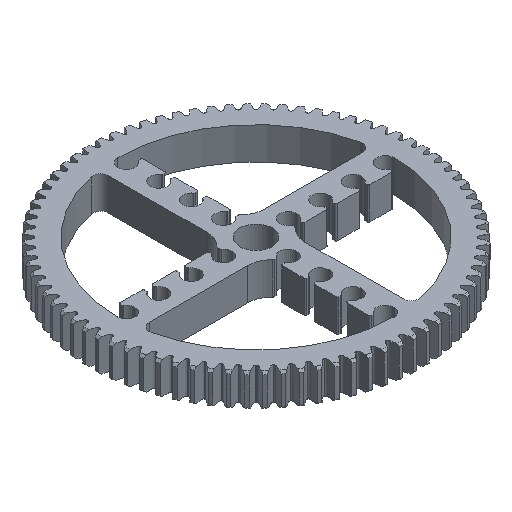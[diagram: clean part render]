
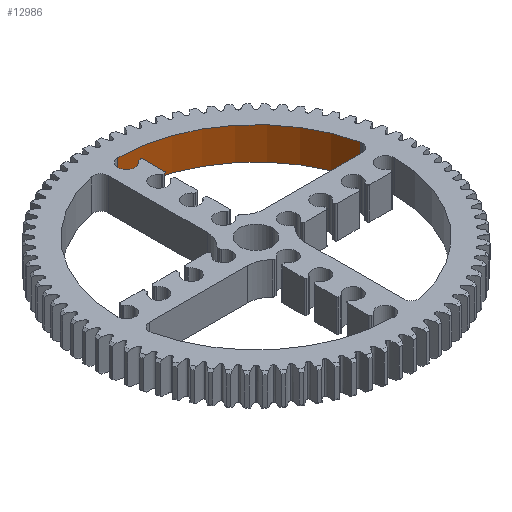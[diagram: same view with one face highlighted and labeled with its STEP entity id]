
A CAD part, isometric view. The second image highlights one B-rep face of the part: STEP entity #12986.
In plain terms, the highlighted cylindrical face has radius 34.1 mm (diameter 68.2 mm), a partial arc.
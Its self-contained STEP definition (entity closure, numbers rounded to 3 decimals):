
#444 = VERTEX_POINT ( 'NONE', #23432 ) ;
#790 = DIRECTION ( 'NONE',  ( 1., 0., 0. ) ) ;
#1716 = EDGE_CURVE ( 'NONE', #11977, #444, #20581, .T. ) ;
#3494 = AXIS2_PLACEMENT_3D ( 'NONE', #6267, #18318, #10321 ) ;
#4381 = EDGE_CURVE ( 'NONE', #8445, #444, #13626, .T. ) ;
#5947 = CIRCLE ( 'NONE', #6526, 34.1 ) ;
#6267 = CARTESIAN_POINT ( 'NONE',  ( 0., 0., 0. ) ) ;
#6526 = AXIS2_PLACEMENT_3D ( 'NONE', #24778, #12812, #790 ) ;
#7086 = ORIENTED_EDGE ( 'NONE', *, *, #22354, .T. ) ;
#7432 = DIRECTION ( 'NONE',  ( 0., 0., 1. ) ) ;
#7656 = CARTESIAN_POINT ( 'NONE',  ( 0., 34.1, 0. ) ) ;
#7686 = DIRECTION ( 'NONE',  ( 0., 0., 1. ) ) ;
#8299 = VECTOR ( 'NONE', #7432, 1000. ) ;
#8445 = VERTEX_POINT ( 'NONE', #7656 ) ;
#8457 = VECTOR ( 'NONE', #7686, 1000. ) ;
#9187 = EDGE_LOOP ( 'NONE', ( #19316, #7086, #21043, #17290 ) ) ;
#9715 = LINE ( 'NONE', #11750, #8457 ) ;
#10321 = DIRECTION ( 'NONE',  ( 1., 0., 0. ) ) ;
#10683 = DIRECTION ( 'NONE',  ( 0., 0., 1. ) ) ;
#11750 = CARTESIAN_POINT ( 'NONE',  ( 33.279, 7.436, 0. ) ) ;
#11977 = VERTEX_POINT ( 'NONE', #16184 ) ;
#12812 = DIRECTION ( 'NONE',  ( 0., 0., 1. ) ) ;
#12986 = ADVANCED_FACE ( 'NONE', ( #24451 ), #13822, .F. ) ;
#13626 = LINE ( 'NONE', #21330, #8299 ) ;
#13822 = CYLINDRICAL_SURFACE ( 'NONE', #3494, 34.1 ) ;
#13871 = EDGE_CURVE ( 'NONE', #14168, #8445, #5947, .T. ) ;
#14168 = VERTEX_POINT ( 'NONE', #25980 ) ;
#16184 = CARTESIAN_POINT ( 'NONE',  ( 33.279, 7.436, 8. ) ) ;
#16217 = AXIS2_PLACEMENT_3D ( 'NONE', #22633, #10683, #24664 ) ;
#17290 = ORIENTED_EDGE ( 'NONE', *, *, #4381, .F. ) ;
#18318 = DIRECTION ( 'NONE',  ( 0., 0., 1. ) ) ;
#19316 = ORIENTED_EDGE ( 'NONE', *, *, #13871, .F. ) ;
#20581 = CIRCLE ( 'NONE', #16217, 34.1 ) ;
#21043 = ORIENTED_EDGE ( 'NONE', *, *, #1716, .T. ) ;
#21330 = CARTESIAN_POINT ( 'NONE',  ( 0., 34.1, 0. ) ) ;
#22354 = EDGE_CURVE ( 'NONE', #14168, #11977, #9715, .T. ) ;
#22633 = CARTESIAN_POINT ( 'NONE',  ( 0., 0., 8. ) ) ;
#23432 = CARTESIAN_POINT ( 'NONE',  ( 0., 34.1, 8. ) ) ;
#24451 = FACE_OUTER_BOUND ( 'NONE', #9187, .T. ) ;
#24664 = DIRECTION ( 'NONE',  ( 1., 0., 0. ) ) ;
#24778 = CARTESIAN_POINT ( 'NONE',  ( 0., 0., 0. ) ) ;
#25980 = CARTESIAN_POINT ( 'NONE',  ( 33.279, 7.436, 0. ) ) ;
